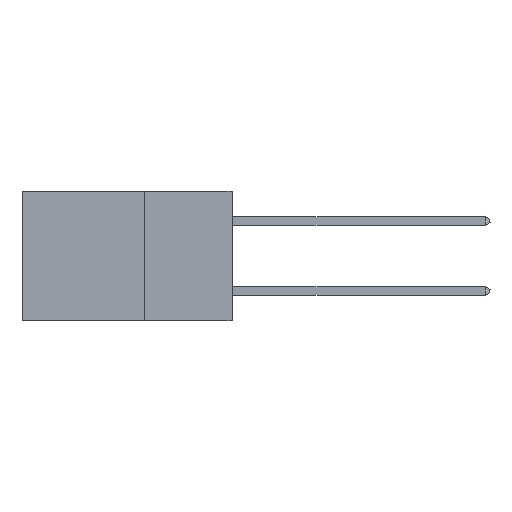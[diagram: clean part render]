
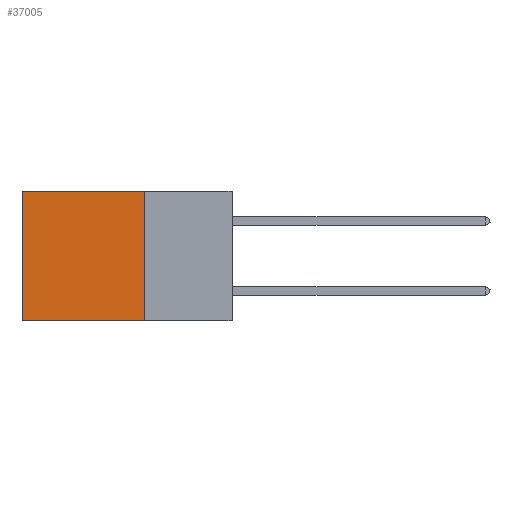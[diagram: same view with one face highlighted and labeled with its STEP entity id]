
A CAD part, left-side view. The second image highlights one B-rep face of the part: STEP entity #37005.
In plain terms, the highlighted planar face has unit normal (-1, 0, 0).
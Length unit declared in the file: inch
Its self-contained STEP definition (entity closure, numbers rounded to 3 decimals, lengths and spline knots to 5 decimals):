
#292 = AXIS2_PLACEMENT_3D ( 'NONE', #15109, #11665, #25796 ) ;
#930 = PLANE ( 'NONE',  #292 ) ;
#1275 = ORIENTED_EDGE ( 'NONE', *, *, #24132, .T. ) ;
#1468 = CARTESIAN_POINT ( 'NONE',  ( 0.2875, 0.25, 0. ) ) ;
#2275 = DIRECTION ( 'NONE',  ( 0., 1., 0. ) ) ;
#3228 = DIRECTION ( 'NONE',  ( 0., 0., -1. ) ) ;
#5716 = CARTESIAN_POINT ( 'NONE',  ( 0.2875, 0.25, 0. ) ) ;
#5804 = VERTEX_POINT ( 'NONE', #9316 ) ;
#8397 = ORIENTED_EDGE ( 'NONE', *, *, #25314, .F. ) ;
#9153 = ORIENTED_EDGE ( 'NONE', *, *, #31787, .F. ) ;
#9316 = CARTESIAN_POINT ( 'NONE',  ( 0.2875, 0.6, -0.37 ) ) ;
#10345 = CARTESIAN_POINT ( 'NONE',  ( 0.2875, 0.25, -0.37 ) ) ;
#10419 = LINE ( 'NONE', #42884, #41504 ) ;
#11304 = CARTESIAN_POINT ( 'NONE',  ( 0.2875, 0.6, 0. ) ) ;
#11665 = DIRECTION ( 'NONE',  ( 1., 0., 0. ) ) ;
#15109 = CARTESIAN_POINT ( 'NONE',  ( 0.2875, 0.25, 0. ) ) ;
#23711 = LINE ( 'NONE', #5716, #31435 ) ;
#24132 = EDGE_CURVE ( 'NONE', #38119, #28025, #23711, .T. ) ;
#25314 = EDGE_CURVE ( 'NONE', #38119, #27189, #30771, .T. ) ;
#25796 = DIRECTION ( 'NONE',  ( 0., 0., -1. ) ) ;
#27189 = VERTEX_POINT ( 'NONE', #10345 ) ;
#27565 = CARTESIAN_POINT ( 'NONE',  ( 0.2875, 0.25, -0.37 ) ) ;
#28025 = VERTEX_POINT ( 'NONE', #11304 ) ;
#28892 = DIRECTION ( 'NONE',  ( 0., 0., -1. ) ) ;
#30334 = FACE_OUTER_BOUND ( 'NONE', #42765, .T. ) ;
#30771 = LINE ( 'NONE', #38612, #44134 ) ;
#31435 = VECTOR ( 'NONE', #2275, 39.37008 ) ;
#31787 = EDGE_CURVE ( 'NONE', #27189, #5804, #42698, .T. ) ;
#33211 = VECTOR ( 'NONE', #41691, 39.37008 ) ;
#36062 = ORIENTED_EDGE ( 'NONE', *, *, #36878, .T. ) ;
#36878 = EDGE_CURVE ( 'NONE', #28025, #5804, #10419, .T. ) ;
#37005 = ADVANCED_FACE ( 'NONE', ( #30334 ), #930, .F. ) ;
#38119 = VERTEX_POINT ( 'NONE', #1468 ) ;
#38612 = CARTESIAN_POINT ( 'NONE',  ( 0.2875, 0.25, 0. ) ) ;
#41504 = VECTOR ( 'NONE', #28892, 39.37008 ) ;
#41691 = DIRECTION ( 'NONE',  ( 0., 1., 0. ) ) ;
#42698 = LINE ( 'NONE', #27565, #33211 ) ;
#42765 = EDGE_LOOP ( 'NONE', ( #36062, #9153, #8397, #1275 ) ) ;
#42884 = CARTESIAN_POINT ( 'NONE',  ( 0.2875, 0.6, 0. ) ) ;
#44134 = VECTOR ( 'NONE', #3228, 39.37008 ) ;
